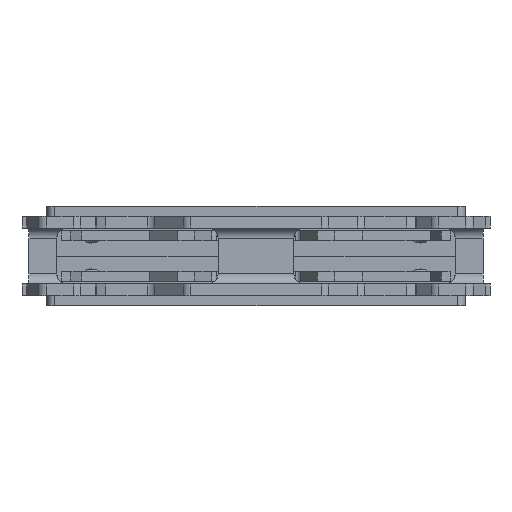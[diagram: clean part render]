
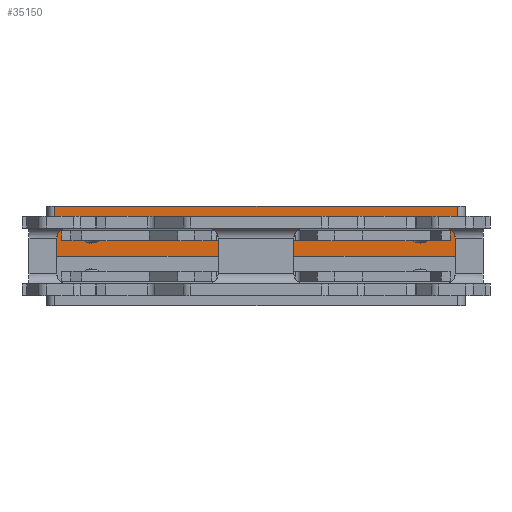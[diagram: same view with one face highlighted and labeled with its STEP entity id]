
A CAD part, front view. The second image highlights one B-rep face of the part: STEP entity #35150.
In plain terms, the highlighted planar face has unit normal (0, -1, 0).
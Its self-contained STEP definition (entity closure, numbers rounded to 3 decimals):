
#28530=CARTESIAN_POINT('',(-99.428,114.911,
5.));
#28540=VERTEX_POINT('',#28530);
#28570=CARTESIAN_POINT('',(-99.428,114.911,0.));
#28580=DIRECTION('',(0.,0.,1.));
#28590=VECTOR('',#28580,1.);
#28600=LINE('',#28570,#28590);
#28610=CARTESIAN_POINT('',(-99.428,114.911,
0.));
#28620=VERTEX_POINT('',#28610);
#28630=EDGE_CURVE('',#28620,#28540,#28600,.T.);
#31820=CARTESIAN_POINT('',(-59.028,114.911,
5.));
#31830=VERTEX_POINT('',#31820);
#31990=CARTESIAN_POINT('',(-59.028,114.911,
0.));
#32000=VERTEX_POINT('',#31990);
#32030=CARTESIAN_POINT('',(-59.028,114.911,0.));
#32040=DIRECTION('',(0.,0.,1.));
#32050=VECTOR('',#32040,1.);
#32060=LINE('',#32030,#32050);
#32070=EDGE_CURVE('',#32000,#31830,#32060,.T.);
#34210=CARTESIAN_POINT('',(-99.228,114.911,
0.));
#34220=DIRECTION('',(0.,-1.,0.));
#34230=DIRECTION('',(-1.,0.,0.));
#34240=AXIS2_PLACEMENT_3D('',#34210,#34220,#34230);
#34250=PLANE('',#34240);
#34260=CARTESIAN_POINT('',(0.,114.911,5.));
#34270=DIRECTION('',(1.,0.,-0.));
#34280=VECTOR('',#34270,1.);
#34290=LINE('',#34260,#34280);
#34300=EDGE_CURVE('',#28540,#31830,#34290,.T.);
#34310=ORIENTED_EDGE('',*,*,#34300,.F.);
#34320=ORIENTED_EDGE('',*,*,#32070,.T.);
#34330=CARTESIAN_POINT('',(0.,114.911,0.));
#34340=DIRECTION('',(1.,0.,0.));
#34350=VECTOR('',#34340,1.);
#34360=LINE('',#34330,#34350);
#34370=CARTESIAN_POINT('',(-77.228,114.911,
0.));
#34380=VERTEX_POINT('',#34370);
#34390=EDGE_CURVE('',#34380,#32000,#34360,.T.);
#34400=ORIENTED_EDGE('',*,*,#34390,.T.);
#34410=CARTESIAN_POINT('',(-79.228,114.911,
0.));
#34420=DIRECTION('',(0.,1.,0.));
#34430=DIRECTION('',(-1.,0.,0.));
#34440=AXIS2_PLACEMENT_3D('',#34410,#34420,#34430);
#34450=CIRCLE('',#34440,2.);
#34460=CARTESIAN_POINT('',(-81.228,114.911,
0.));
#34470=VERTEX_POINT('',#34460);
#34480=EDGE_CURVE('',#34470,#34380,#34450,.T.);
#34490=ORIENTED_EDGE('',*,*,#34480,.T.);
#34500=EDGE_CURVE('',#28620,#34470,#34360,.T.);
#34510=ORIENTED_EDGE('',*,*,#34500,.T.);
#34520=ORIENTED_EDGE('',*,*,#28630,.F.);
#34530=EDGE_LOOP('',(#34520,#34510,#34490,#34400,#34320,#34310));
#34540=FACE_OUTER_BOUND('',#34530,.T.);
#34550=CARTESIAN_POINT('',(0.,114.911,2.55));
#34560=DIRECTION('',(-1.,0.,0.));
#34570=VECTOR('',#34560,1.);
#34580=LINE('',#34550,#34570);
#34590=CARTESIAN_POINT('',(-81.528,114.911,
2.55));
#34600=VERTEX_POINT('',#34590);
#34610=CARTESIAN_POINT('',(-98.728,114.911,
2.55));
#34620=VERTEX_POINT('',#34610);
#34630=EDGE_CURVE('',#34600,#34620,#34580,.T.);
#34640=ORIENTED_EDGE('',*,*,#34630,.F.);
#34650=CARTESIAN_POINT('',(-98.728,114.911,0.));
#34660=DIRECTION('',(0.,0.,-1.));
#34670=VECTOR('',#34660,1.);
#34680=LINE('',#34650,#34670);
#34690=CARTESIAN_POINT('',(-98.728,114.911,
1.55));
#34700=VERTEX_POINT('',#34690);
#34710=EDGE_CURVE('',#34620,#34700,#34680,.T.);
#34720=ORIENTED_EDGE('',*,*,#34710,.F.);
#34730=CARTESIAN_POINT('',(0.,114.911,1.55));
#34740=DIRECTION('',(1.,0.,0.));
#34750=VECTOR('',#34740,1.);
#34760=LINE('',#34730,#34750);
#34770=CARTESIAN_POINT('',(-81.528,114.911,
1.55));
#34780=VERTEX_POINT('',#34770);
#34790=EDGE_CURVE('',#34700,#34780,#34760,.T.);
#34800=ORIENTED_EDGE('',*,*,#34790,.F.);
#34810=CARTESIAN_POINT('',(-81.528,114.911,0.));
#34820=DIRECTION('',(0.,0.,1.));
#34830=VECTOR('',#34820,1.);
#34840=LINE('',#34810,#34830);
#34850=EDGE_CURVE('',#34780,#34600,#34840,.T.);
#34860=ORIENTED_EDGE('',*,*,#34850,.F.);
#34870=EDGE_LOOP('',(#34860,#34800,#34720,#34640));
#34880=FACE_BOUND('',#34870,.T.);
#34890=CARTESIAN_POINT('',(-59.728,114.911,
2.55));
#34900=VERTEX_POINT('',#34890);
#34910=CARTESIAN_POINT('',(-76.928,114.911,
2.55));
#34920=VERTEX_POINT('',#34910);
#34930=EDGE_CURVE('',#34900,#34920,#34580,.T.);
#34940=ORIENTED_EDGE('',*,*,#34930,.F.);
#34950=CARTESIAN_POINT('',(-76.928,114.911,0.));
#34960=DIRECTION('',(0.,0.,-1.));
#34970=VECTOR('',#34960,1.);
#34980=LINE('',#34950,#34970);
#34990=CARTESIAN_POINT('',(-76.928,114.911,
1.55));
#35000=VERTEX_POINT('',#34990);
#35010=EDGE_CURVE('',#34920,#35000,#34980,.T.);
#35020=ORIENTED_EDGE('',*,*,#35010,.F.);
#35030=CARTESIAN_POINT('',(-59.728,114.911,
1.55));
#35040=VERTEX_POINT('',#35030);
#35050=EDGE_CURVE('',#35000,#35040,#34760,.T.);
#35060=ORIENTED_EDGE('',*,*,#35050,.F.);
#35070=CARTESIAN_POINT('',(-59.728,114.911,0.));
#35080=DIRECTION('',(0.,0.,1.));
#35090=VECTOR('',#35080,1.);
#35100=LINE('',#35070,#35090);
#35110=EDGE_CURVE('',#35040,#34900,#35100,.T.);
#35120=ORIENTED_EDGE('',*,*,#35110,.F.);
#35130=EDGE_LOOP('',(#35120,#35060,#35020,#34940));
#35140=FACE_BOUND('',#35130,.T.);
#35150=ADVANCED_FACE('',(#34540,#34880,#35140),#34250,.T.);
